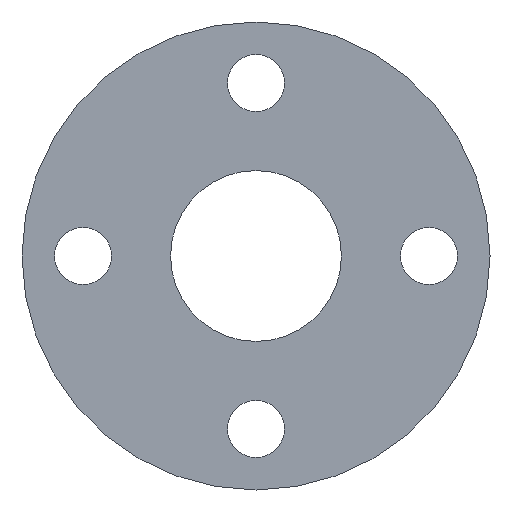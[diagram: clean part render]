
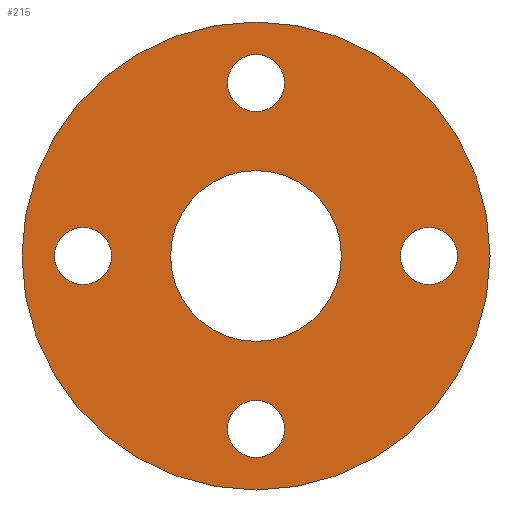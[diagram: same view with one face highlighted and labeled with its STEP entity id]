
A CAD part, left-side view. The second image highlights one B-rep face of the part: STEP entity #215.
In plain terms, the highlighted planar face has unit normal (-1, 0, 0).
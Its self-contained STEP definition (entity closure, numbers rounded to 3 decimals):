
#99 = EDGE_CURVE( '', #133, #121, #265, .T. );
#109 = EDGE_CURVE( '', #177, #217, #278, .T. );
#113 = VERTEX_POINT( '', #282 );
#115 = EDGE_CURVE( '', #121, #133, #284, .T. );
#117 = VERTEX_POINT( '', #286 );
#121 = VERTEX_POINT( '', #291 );
#125 = EDGE_CURVE( '', #229, #113, #295, .T. );
#129 = VERTEX_POINT( '', #299 );
#133 = VERTEX_POINT( '', #303 );
#135 = VERTEX_POINT( '', #305 );
#137 = EDGE_CURVE( '', #217, #177, #307, .T. );
#147 = VERTEX_POINT( '', #318 );
#157 = EDGE_CURVE( '', #113, #229, #334, .T. );
#175 = EDGE_CURVE( '', #181, #117, #354, .T. );
#177 = VERTEX_POINT( '', #356 );
#181 = VERTEX_POINT( '', #360 );
#189 = EDGE_CURVE( '', #135, #219, #369, .T. );
#209 = EDGE_CURVE( '', #129, #147, #391, .T. );
#215 = ADVANCED_FACE( '', ( #397, #398, #399, #400, #401, #402 ), #403, .F. );
#217 = VERTEX_POINT( '', #405 );
#219 = VERTEX_POINT( '', #407 );
#221 = EDGE_CURVE( '', #219, #135, #409, .T. );
#225 = EDGE_CURVE( '', #147, #129, #413, .T. );
#229 = VERTEX_POINT( '', #417 );
#243 = EDGE_CURVE( '', #117, #181, #432, .T. );
#265 = CIRCLE( '', #446, 7. );
#278 = CIRCLE( '', #462, 21. );
#282 = CARTESIAN_POINT( '', ( 0., 0., 57.5 ) );
#284 = CIRCLE( '', #469, 7. );
#286 = CARTESIAN_POINT( '', ( 0., 7., 42.5 ) );
#291 = CARTESIAN_POINT( '', ( 0., 35.5, 0. ) );
#295 = CIRCLE( '', #481, 57.5 );
#299 = CARTESIAN_POINT( '', ( 0., -7., -42.5 ) );
#303 = CARTESIAN_POINT( '', ( 0., 49.5, 0. ) );
#305 = CARTESIAN_POINT( '', ( 0., -35.5, 0. ) );
#307 = CIRCLE( '', #498, 21. );
#318 = CARTESIAN_POINT( '', ( 0., 7., -42.5 ) );
#334 = CIRCLE( '', #533, 57.5 );
#354 = CIRCLE( '', #560, 7. );
#356 = CARTESIAN_POINT( '', ( 0., 0., -21. ) );
#360 = CARTESIAN_POINT( '', ( 0., -7., 42.5 ) );
#369 = CIRCLE( '', #575, 7. );
#391 = CIRCLE( '', #607, 7. );
#397 = FACE_BOUND( '', #615, .T. );
#398 = FACE_BOUND( '', #616, .T. );
#399 = FACE_BOUND( '', #617, .T. );
#400 = FACE_BOUND( '', #618, .T. );
#401 = FACE_OUTER_BOUND( '', #619, .T. );
#402 = FACE_BOUND( '', #620, .T. );
#403 = PLANE( '', #621 );
#405 = CARTESIAN_POINT( '', ( 0., 0., 21. ) );
#407 = CARTESIAN_POINT( '', ( 0., -49.5, 0. ) );
#409 = CIRCLE( '', #628, 7. );
#413 = CIRCLE( '', #633, 7. );
#417 = CARTESIAN_POINT( '', ( 0., 0., -57.5 ) );
#432 = CIRCLE( '', #658, 7. );
#446 = AXIS2_PLACEMENT_3D( '', #666, #667, #668 );
#462 = AXIS2_PLACEMENT_3D( '', #694, #695, #696 );
#469 = AXIS2_PLACEMENT_3D( '', #697, #698, #699 );
#481 = AXIS2_PLACEMENT_3D( '', #708, #709, #710 );
#498 = AXIS2_PLACEMENT_3D( '', #713, #714, #715 );
#533 = AXIS2_PLACEMENT_3D( '', #751, #752, #753 );
#560 = AXIS2_PLACEMENT_3D( '', #778, #779, #780 );
#575 = AXIS2_PLACEMENT_3D( '', #790, #791, #792 );
#607 = AXIS2_PLACEMENT_3D( '', #821, #822, #823 );
#615 = EDGE_LOOP( '', ( #826, #827 ) );
#616 = EDGE_LOOP( '', ( #828, #829 ) );
#617 = EDGE_LOOP( '', ( #830, #831 ) );
#618 = EDGE_LOOP( '', ( #832, #833 ) );
#619 = EDGE_LOOP( '', ( #834, #835 ) );
#620 = EDGE_LOOP( '', ( #836, #837 ) );
#621 = AXIS2_PLACEMENT_3D( '', #838, #839, #840 );
#628 = AXIS2_PLACEMENT_3D( '', #841, #842, #843 );
#633 = AXIS2_PLACEMENT_3D( '', #844, #845, #846 );
#658 = AXIS2_PLACEMENT_3D( '', #865, #866, #867 );
#666 = CARTESIAN_POINT( '', ( 0., 42.5, 0. ) );
#667 = DIRECTION( '', ( 1., 0., 0. ) );
#668 = DIRECTION( '', ( 0., 1., 0. ) );
#694 = CARTESIAN_POINT( '', ( 0., 0., 0. ) );
#695 = DIRECTION( '', ( 1., 0., 0. ) );
#696 = DIRECTION( '', ( 0., 0., -1. ) );
#697 = CARTESIAN_POINT( '', ( 0., 42.5, 0. ) );
#698 = DIRECTION( '', ( 1., 0., 0. ) );
#699 = DIRECTION( '', ( 0., 1., 0. ) );
#708 = CARTESIAN_POINT( '', ( 0., 0., 0. ) );
#709 = DIRECTION( '', ( 1., 0., 0. ) );
#710 = DIRECTION( '', ( 0., 0., -1. ) );
#713 = CARTESIAN_POINT( '', ( 0., 0., 0. ) );
#714 = DIRECTION( '', ( 1., 0., 0. ) );
#715 = DIRECTION( '', ( 0., 0., -1. ) );
#751 = CARTESIAN_POINT( '', ( 0., 0., 0. ) );
#752 = DIRECTION( '', ( 1., 0., 0. ) );
#753 = DIRECTION( '', ( 0., 0., -1. ) );
#778 = CARTESIAN_POINT( '', ( 0., 0., 42.5 ) );
#779 = DIRECTION( '', ( 1., 0., 0. ) );
#780 = DIRECTION( '', ( 0., 1., 0. ) );
#790 = CARTESIAN_POINT( '', ( 0., -42.5, 0. ) );
#791 = DIRECTION( '', ( 1., 0., 0. ) );
#792 = DIRECTION( '', ( 0., 1., 0. ) );
#821 = CARTESIAN_POINT( '', ( 0., 0., -42.5 ) );
#822 = DIRECTION( '', ( 1., 0., 0. ) );
#823 = DIRECTION( '', ( 0., 1., 0. ) );
#826 = ORIENTED_EDGE( '', *, *, #225, .T. );
#827 = ORIENTED_EDGE( '', *, *, #209, .T. );
#828 = ORIENTED_EDGE( '', *, *, #189, .T. );
#829 = ORIENTED_EDGE( '', *, *, #221, .T. );
#830 = ORIENTED_EDGE( '', *, *, #243, .T. );
#831 = ORIENTED_EDGE( '', *, *, #175, .T. );
#832 = ORIENTED_EDGE( '', *, *, #99, .T. );
#833 = ORIENTED_EDGE( '', *, *, #115, .T. );
#834 = ORIENTED_EDGE( '', *, *, #125, .F. );
#835 = ORIENTED_EDGE( '', *, *, #157, .F. );
#836 = ORIENTED_EDGE( '', *, *, #109, .T. );
#837 = ORIENTED_EDGE( '', *, *, #137, .T. );
#838 = CARTESIAN_POINT( '', ( 0., 0., 0. ) );
#839 = DIRECTION( '', ( 1., 0., 0. ) );
#840 = DIRECTION( '', ( 0., 0., -1. ) );
#841 = CARTESIAN_POINT( '', ( 0., -42.5, 0. ) );
#842 = DIRECTION( '', ( 1., 0., 0. ) );
#843 = DIRECTION( '', ( 0., 1., 0. ) );
#844 = CARTESIAN_POINT( '', ( 0., 0., -42.5 ) );
#845 = DIRECTION( '', ( 1., 0., 0. ) );
#846 = DIRECTION( '', ( 0., 1., 0. ) );
#865 = CARTESIAN_POINT( '', ( 0., 0., 42.5 ) );
#866 = DIRECTION( '', ( 1., 0., 0. ) );
#867 = DIRECTION( '', ( 0., 1., 0. ) );
